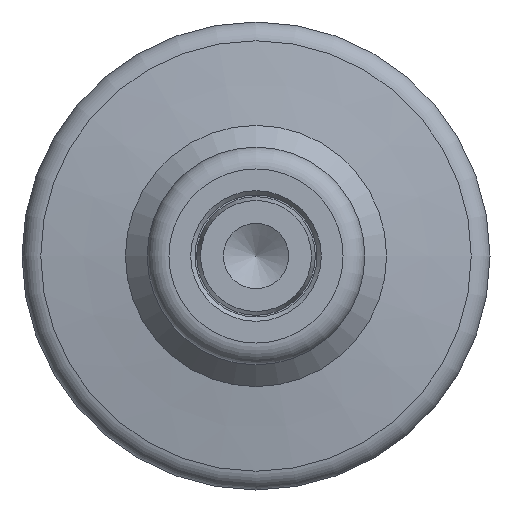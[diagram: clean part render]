
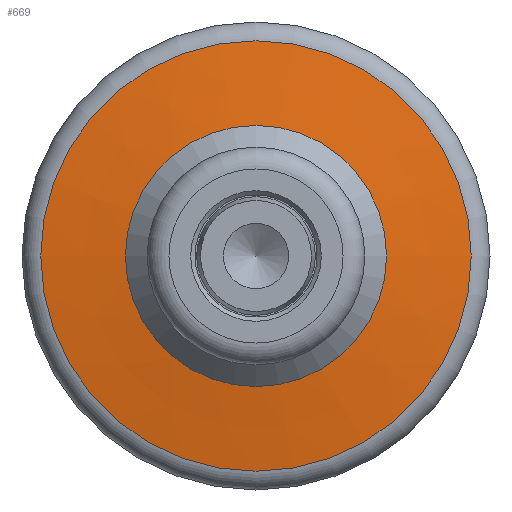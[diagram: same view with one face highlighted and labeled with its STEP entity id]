
A CAD part, left-side view. The second image highlights one B-rep face of the part: STEP entity #669.
In plain terms, the highlighted conical face has half-angle 82 degrees and reference radius 8.375 mm.
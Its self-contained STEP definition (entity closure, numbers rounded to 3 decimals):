
#15=CONICAL_SURFACE('',#761,8.375,1.431);
#38=LINE('',#1144,#66);
#66=VECTOR('',#915,8.375);
#169=FACE_OUTER_BOUND('',#215,.T.);
#215=EDGE_LOOP('',(#518,#519,#520,#521,#522));
#261=CIRCLE('',#732,6.);
#282=CIRCLE('',#762,9.889);
#283=CIRCLE('',#763,9.889);
#323=VERTEX_POINT('',#1087);
#341=VERTEX_POINT('',#1141);
#342=VERTEX_POINT('',#1142);
#380=EDGE_CURVE('',#323,#323,#261,.T.);
#407=EDGE_CURVE('',#341,#342,#282,.T.);
#408=EDGE_CURVE('',#341,#323,#38,.T.);
#409=EDGE_CURVE('',#342,#341,#283,.T.);
#518=ORIENTED_EDGE('',*,*,#407,.F.);
#519=ORIENTED_EDGE('',*,*,#408,.T.);
#520=ORIENTED_EDGE('',*,*,#380,.T.);
#521=ORIENTED_EDGE('',*,*,#408,.F.);
#522=ORIENTED_EDGE('',*,*,#409,.F.);
#669=ADVANCED_FACE('',(#169),#15,.T.);
#732=AXIS2_PLACEMENT_3D('',#1088,#847,#848);
#761=AXIS2_PLACEMENT_3D('',#1140,#911,#912);
#762=AXIS2_PLACEMENT_3D('',#1143,#913,#914);
#763=AXIS2_PLACEMENT_3D('',#1145,#916,#917);
#847=DIRECTION('center_axis',(1.,0.,0.));
#848=DIRECTION('ref_axis',(0.,1.,0.));
#911=DIRECTION('center_axis',(1.,0.,0.));
#912=DIRECTION('ref_axis',(0.,1.,0.));
#913=DIRECTION('center_axis',(1.,0.,0.));
#914=DIRECTION('ref_axis',(0.,-1.,0.));
#915=DIRECTION('',(-0.139,0.99,0.));
#916=DIRECTION('center_axis',(1.,0.,0.));
#917=DIRECTION('ref_axis',(0.,-1.,0.));
#1087=CARTESIAN_POINT('',(20.,-6.,0.));
#1088=CARTESIAN_POINT('Origin',(20.,0.,0.));
#1140=CARTESIAN_POINT('Origin',(20.334,0.,0.));
#1141=CARTESIAN_POINT('',(20.547,-9.889,0.));
#1142=CARTESIAN_POINT('',(20.547,0.,9.889));
#1143=CARTESIAN_POINT('Origin',(20.547,0.,0.));
#1144=CARTESIAN_POINT('',(20.334,-8.375,0.));
#1145=CARTESIAN_POINT('Origin',(20.547,0.,0.));
